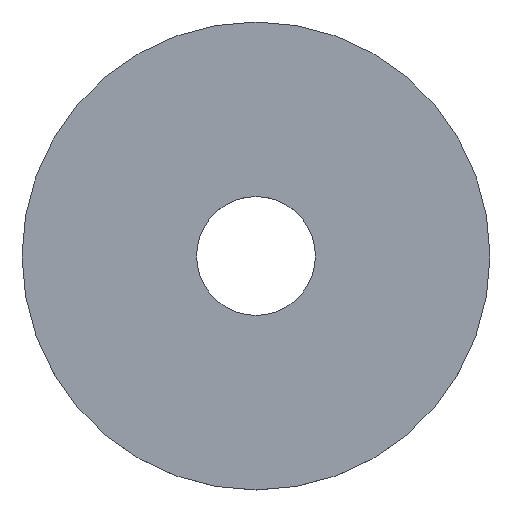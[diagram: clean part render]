
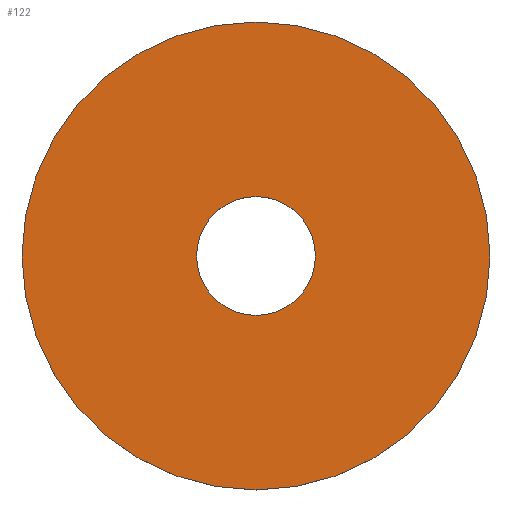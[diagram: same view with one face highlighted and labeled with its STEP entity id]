
A CAD part, top view. The second image highlights one B-rep face of the part: STEP entity #122.
In plain terms, the highlighted planar face has unit normal (0, 0, 1).
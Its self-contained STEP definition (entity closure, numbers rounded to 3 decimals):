
#3 = CARTESIAN_POINT ( 'NONE',  ( 0., 8., 3. ) ) ;
#6 = EDGE_CURVE ( 'NONE', #104, #104, #97, .T. ) ;
#8 = AXIS2_PLACEMENT_3D ( 'NONE', #129, #137, #92 ) ;
#11 = DIRECTION ( 'NONE',  ( 0., 1., 0. ) ) ;
#12 = PLANE ( 'NONE',  #8 ) ;
#18 = EDGE_CURVE ( 'NONE', #78, #78, #55, .T. ) ;
#27 = ORIENTED_EDGE ( 'NONE', *, *, #6, .F. ) ;
#28 = DIRECTION ( 'NONE',  ( 0., 1., 0. ) ) ;
#37 = AXIS2_PLACEMENT_3D ( 'NONE', #73, #155, #28 ) ;
#48 = FACE_OUTER_BOUND ( 'NONE', #110, .T. ) ;
#55 = CIRCLE ( 'NONE', #37, 8. ) ;
#59 = ORIENTED_EDGE ( 'NONE', *, *, #18, .T. ) ;
#64 = CARTESIAN_POINT ( 'NONE',  ( 0., 31.5, 3. ) ) ;
#68 = DIRECTION ( 'NONE',  ( 0., 0., -1. ) ) ;
#73 = CARTESIAN_POINT ( 'NONE',  ( 0., 0., 3. ) ) ;
#78 = VERTEX_POINT ( 'NONE', #3 ) ;
#92 = DIRECTION ( 'NONE',  ( 0., -1., 0. ) ) ;
#97 = CIRCLE ( 'NONE', #147, 31.5 ) ;
#104 = VERTEX_POINT ( 'NONE', #64 ) ;
#110 = EDGE_LOOP ( 'NONE', ( #27 ) ) ;
#122 = ADVANCED_FACE ( 'NONE', ( #135, #48 ), #12, .T. ) ;
#127 = EDGE_LOOP ( 'NONE', ( #59 ) ) ;
#128 = CARTESIAN_POINT ( 'NONE',  ( 0., 0., 3. ) ) ;
#129 = CARTESIAN_POINT ( 'NONE',  ( 0., 8., 3. ) ) ;
#135 = FACE_BOUND ( 'NONE', #127, .T. ) ;
#137 = DIRECTION ( 'NONE',  ( 0., 0., 1. ) ) ;
#147 = AXIS2_PLACEMENT_3D ( 'NONE', #128, #68, #11 ) ;
#155 = DIRECTION ( 'NONE',  ( 0., 0., -1. ) ) ;
